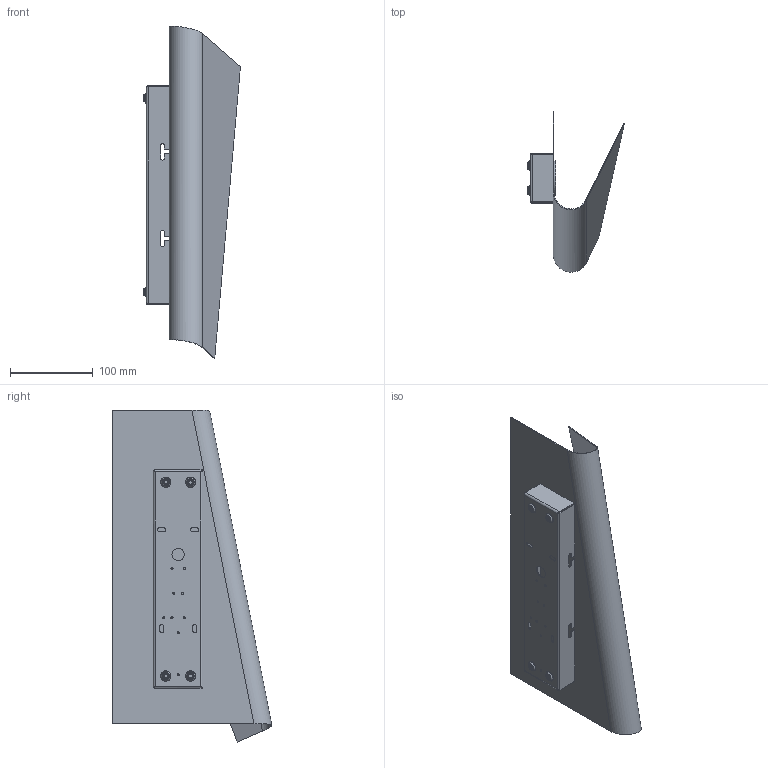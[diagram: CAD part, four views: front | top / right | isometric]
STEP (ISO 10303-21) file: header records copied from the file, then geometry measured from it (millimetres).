
FILE_DESCRIPTION (( 'STEP AP214' ), '1' );
FILE_NAME ('LWA378.STEP', '2022-02-22T06:45:33', ( 'GH' ), ( 'Microsoft' ), 'SwSTEP 2.0', 'SolidWorks 2013', '' );
FILE_SCHEMA (( 'AUTOMOTIVE_DESIGN' ));
Length unit declared in the file: millimetre
Products named in the file (6): GLA-3510 GLA-3520+CREE1304+A-1304S; GLA-3510 GLA-3520閉情芵噩; 殏俔沺えB; 苤揤遠; 菁碟B; LWA378
Assembly tree (5 placements, depth 3):
  LWA378
    菁碟B
    苤揤遠
    殏俔沺えB
    GLA-3510 GLA-3520+CREE1304+A-1304S
      GLA-3510 GLA-3520閉情芵噩
Bounding box: 117.36 x 193.55 x 402.42 mm (x, y, z)
Volume: 136794.7 mm3; surface area: 270676.3 mm2
Topology: 4 solids, 4 shells, 801 faces, 1748 edges, 969 vertices
Faces by surface type: cylinder 562, plane 98, cone 97, torus 34, bspline 10
Entity records: 22698 total; most frequent: CARTESIAN_POINT 6349, ORIENTED_EDGE 3496, DIRECTION 3089, EDGE_CURVE 1748, AXIS2_PLACEMENT_3D 1154, VERTEX_POINT 969, EDGE_LOOP 857, FACE_OUTER_BOUND 801
